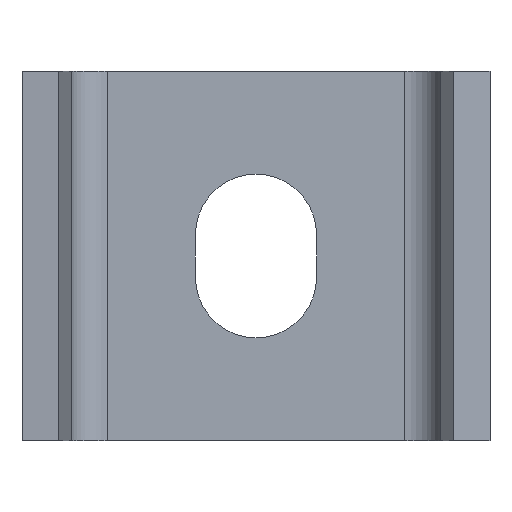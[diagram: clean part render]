
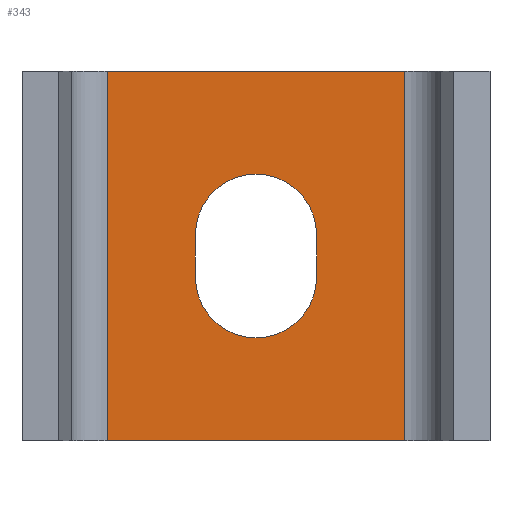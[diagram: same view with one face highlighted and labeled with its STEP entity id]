
A CAD part, front view. The second image highlights one B-rep face of the part: STEP entity #343.
In plain terms, the highlighted planar face has unit normal (0, -1, 0).
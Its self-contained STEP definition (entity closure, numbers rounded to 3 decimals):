
#16 = LINE ( 'NONE', #279, #557 ) ;
#18 = VECTOR ( 'NONE', #109, 1000. ) ;
#48 = LINE ( 'NONE', #293, #430 ) ;
#52 = VERTEX_POINT ( 'NONE', #335 ) ;
#54 = EDGE_CURVE ( 'NONE', #67, #320, #640, .T. ) ;
#63 = ORIENTED_EDGE ( 'NONE', *, *, #597, .F. ) ;
#67 = VERTEX_POINT ( 'NONE', #644 ) ;
#71 = VERTEX_POINT ( 'NONE', #194 ) ;
#72 = LINE ( 'NONE', #558, #392 ) ;
#80 = DIRECTION ( 'NONE',  ( -1., 0., 0. ) ) ;
#91 = AXIS2_PLACEMENT_3D ( 'NONE', #234, #728, #469 ) ;
#109 = DIRECTION ( 'NONE',  ( 0., 0., 1. ) ) ;
#112 = CARTESIAN_POINT ( 'NONE',  ( 20., -3., -17. ) ) ;
#119 = CARTESIAN_POINT ( 'NONE',  ( 2.749, -3., -30.5 ) ) ;
#121 = ORIENTED_EDGE ( 'NONE', *, *, #414, .F. ) ;
#139 = EDGE_CURVE ( 'NONE', #574, #320, #529, .T. ) ;
#175 = DIRECTION ( 'NONE',  ( 0., 0., -1. ) ) ;
#194 = CARTESIAN_POINT ( 'NONE',  ( 20., -3., -13.5 ) ) ;
#217 = VECTOR ( 'NONE', #791, 1000. ) ;
#221 = ORIENTED_EDGE ( 'NONE', *, *, #276, .T. ) ;
#227 = ORIENTED_EDGE ( 'NONE', *, *, #781, .T. ) ;
#230 = DIRECTION ( 'NONE',  ( 0., 1., 0. ) ) ;
#232 = ORIENTED_EDGE ( 'NONE', *, *, #502, .T. ) ;
#234 = CARTESIAN_POINT ( 'NONE',  ( 30., -3., 0. ) ) ;
#237 = EDGE_CURVE ( 'NONE', #617, #666, #326, .T. ) ;
#265 = CARTESIAN_POINT ( 'NONE',  ( 2.749, -3., 0. ) ) ;
#268 = CARTESIAN_POINT ( 'NONE',  ( 15., -3., -17. ) ) ;
#276 = EDGE_CURVE ( 'NONE', #666, #71, #389, .T. ) ;
#279 = CARTESIAN_POINT ( 'NONE',  ( 10., -3., 0. ) ) ;
#282 = CARTESIAN_POINT ( 'NONE',  ( 15., -3., -13.5 ) ) ;
#293 = CARTESIAN_POINT ( 'NONE',  ( 20., -3., 0. ) ) ;
#303 = VECTOR ( 'NONE', #80, 1000. ) ;
#309 = CARTESIAN_POINT ( 'NONE',  ( 10., -3., -13.5 ) ) ;
#320 = VERTEX_POINT ( 'NONE', #265 ) ;
#326 = CIRCLE ( 'NONE', #771, 5. ) ;
#330 = ORIENTED_EDGE ( 'NONE', *, *, #54, .T. ) ;
#335 = CARTESIAN_POINT ( 'NONE',  ( 10., -3., -17. ) ) ;
#343 = ADVANCED_FACE ( 'NONE', ( #712, #418 ), #612, .F. ) ;
#347 = CARTESIAN_POINT ( 'NONE',  ( 27.251, -3., 0. ) ) ;
#354 = AXIS2_PLACEMENT_3D ( 'NONE', #268, #517, #766 ) ;
#381 = VERTEX_POINT ( 'NONE', #112 ) ;
#382 = DIRECTION ( 'NONE',  ( 0., 0., 1. ) ) ;
#389 = CIRCLE ( 'NONE', #701, 5. ) ;
#392 = VECTOR ( 'NONE', #432, 1000. ) ;
#414 = EDGE_CURVE ( 'NONE', #67, #660, #779, .T. ) ;
#418 = FACE_OUTER_BOUND ( 'NONE', #655, .T. ) ;
#430 = VECTOR ( 'NONE', #175, 1000. ) ;
#432 = DIRECTION ( 'NONE',  ( -1., 0., 0. ) ) ;
#452 = ORIENTED_EDGE ( 'NONE', *, *, #139, .F. ) ;
#455 = CARTESIAN_POINT ( 'NONE',  ( 27.251, -3., -30.5 ) ) ;
#467 = CARTESIAN_POINT ( 'NONE',  ( 15., -3., -13.5 ) ) ;
#469 = DIRECTION ( 'NONE',  ( 0., 0., 1. ) ) ;
#502 = EDGE_CURVE ( 'NONE', #71, #381, #48, .T. ) ;
#517 = DIRECTION ( 'NONE',  ( 0., 1., 0. ) ) ;
#529 = LINE ( 'NONE', #651, #18 ) ;
#531 = DIRECTION ( 'NONE',  ( 0., 1., 0. ) ) ;
#557 = VECTOR ( 'NONE', #382, 1000. ) ;
#558 = CARTESIAN_POINT ( 'NONE',  ( 30., -3., -30.5 ) ) ;
#574 = VERTEX_POINT ( 'NONE', #119 ) ;
#597 = EDGE_CURVE ( 'NONE', #660, #574, #72, .T. ) ;
#607 = DIRECTION ( 'NONE',  ( 0., 0., 1. ) ) ;
#612 = PLANE ( 'NONE',  #91 ) ;
#617 = VERTEX_POINT ( 'NONE', #309 ) ;
#640 = LINE ( 'NONE', #768, #303 ) ;
#644 = CARTESIAN_POINT ( 'NONE',  ( 27.251, -3., 0. ) ) ;
#650 = CIRCLE ( 'NONE', #354, 5. ) ;
#651 = CARTESIAN_POINT ( 'NONE',  ( 2.749, -3., -30.5 ) ) ;
#655 = EDGE_LOOP ( 'NONE', ( #121, #330, #452, #63 ) ) ;
#660 = VERTEX_POINT ( 'NONE', #455 ) ;
#666 = VERTEX_POINT ( 'NONE', #702 ) ;
#683 = ORIENTED_EDGE ( 'NONE', *, *, #237, .T. ) ;
#687 = ORIENTED_EDGE ( 'NONE', *, *, #714, .T. ) ;
#701 = AXIS2_PLACEMENT_3D ( 'NONE', #282, #531, #607 ) ;
#702 = CARTESIAN_POINT ( 'NONE',  ( 15., -3., -8.5 ) ) ;
#712 = FACE_BOUND ( 'NONE', #753, .T. ) ;
#713 = DIRECTION ( 'NONE',  ( 0., 0., 1. ) ) ;
#714 = EDGE_CURVE ( 'NONE', #52, #617, #16, .T. ) ;
#728 = DIRECTION ( 'NONE',  ( 0., 1., 0. ) ) ;
#753 = EDGE_LOOP ( 'NONE', ( #232, #227, #687, #683, #221 ) ) ;
#766 = DIRECTION ( 'NONE',  ( 0., 0., 1. ) ) ;
#768 = CARTESIAN_POINT ( 'NONE',  ( 30., -3., 0. ) ) ;
#771 = AXIS2_PLACEMENT_3D ( 'NONE', #467, #230, #713 ) ;
#779 = LINE ( 'NONE', #347, #217 ) ;
#781 = EDGE_CURVE ( 'NONE', #381, #52, #650, .T. ) ;
#791 = DIRECTION ( 'NONE',  ( 0., 0., -1. ) ) ;
